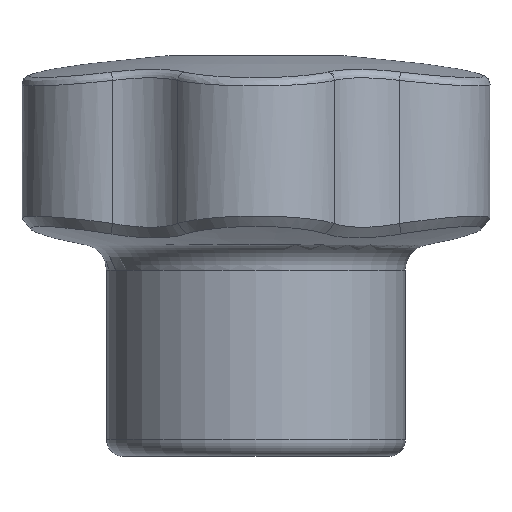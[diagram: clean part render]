
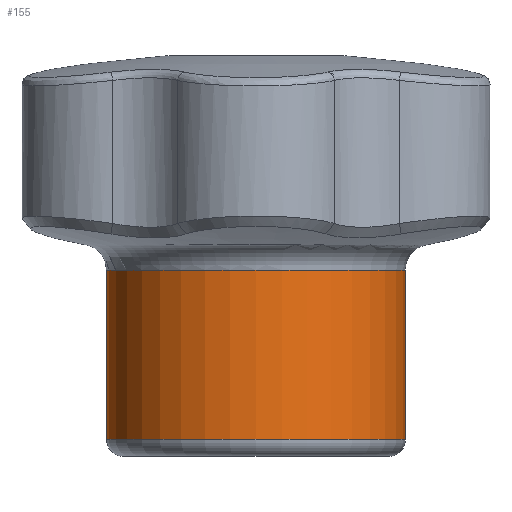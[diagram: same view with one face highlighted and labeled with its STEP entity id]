
A CAD part, front view. The second image highlights one B-rep face of the part: STEP entity #155.
In plain terms, the highlighted cylindrical face has radius 8.75 mm (diameter 17.5 mm), a full revolution.
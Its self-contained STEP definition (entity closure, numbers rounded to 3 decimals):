
#155 = ADVANCED_FACE( '', ( #323, #324 ), #325, .T. );
#323 = FACE_OUTER_BOUND( '', #2574, .T. );
#324 = FACE_OUTER_BOUND( '', #2575, .T. );
#325 = CYLINDRICAL_SURFACE( '', #2576, 8.75 );
#2574 = EDGE_LOOP( '', ( #3444 ) );
#2575 = EDGE_LOOP( '', ( #3445 ) );
#2576 = AXIS2_PLACEMENT_3D( '', #3446, #3447, #3448 );
#3444 = ORIENTED_EDGE( '', *, *, #3621, .T. );
#3445 = ORIENTED_EDGE( '', *, *, #3543, .T. );
#3446 = CARTESIAN_POINT( '', ( 0., 0., 23.65 ) );
#3447 = DIRECTION( '', ( 0., 0., -1. ) );
#3448 = DIRECTION( '', ( 1., 0., 0. ) );
#3543 = EDGE_CURVE( '', #3724, #3724, #3725, .F. );
#3621 = EDGE_CURVE( '', #3825, #3825, #3826, .T. );
#3724 = VERTEX_POINT( '', #4896 );
#3725 = CIRCLE( '', #4897, 8.75 );
#3825 = VERTEX_POINT( '', #5744 );
#3826 = CIRCLE( '', #5745, 8.75 );
#4896 = CARTESIAN_POINT( '', ( 8.75, 0., 10.917 ) );
#4897 = AXIS2_PLACEMENT_3D( '', #5877, #5878, #5879 );
#5744 = CARTESIAN_POINT( '', ( 8.75, 0., 1. ) );
#5745 = AXIS2_PLACEMENT_3D( '', #5926, #5927, #5928 );
#5877 = CARTESIAN_POINT( '', ( 0., 0., 10.917 ) );
#5878 = DIRECTION( '', ( 0., 0., 1. ) );
#5879 = DIRECTION( '', ( 1., 0., 0. ) );
#5926 = CARTESIAN_POINT( '', ( 0., 0., 1. ) );
#5927 = DIRECTION( '', ( 0., 0., 1. ) );
#5928 = DIRECTION( '', ( 1., 0., 0. ) );
